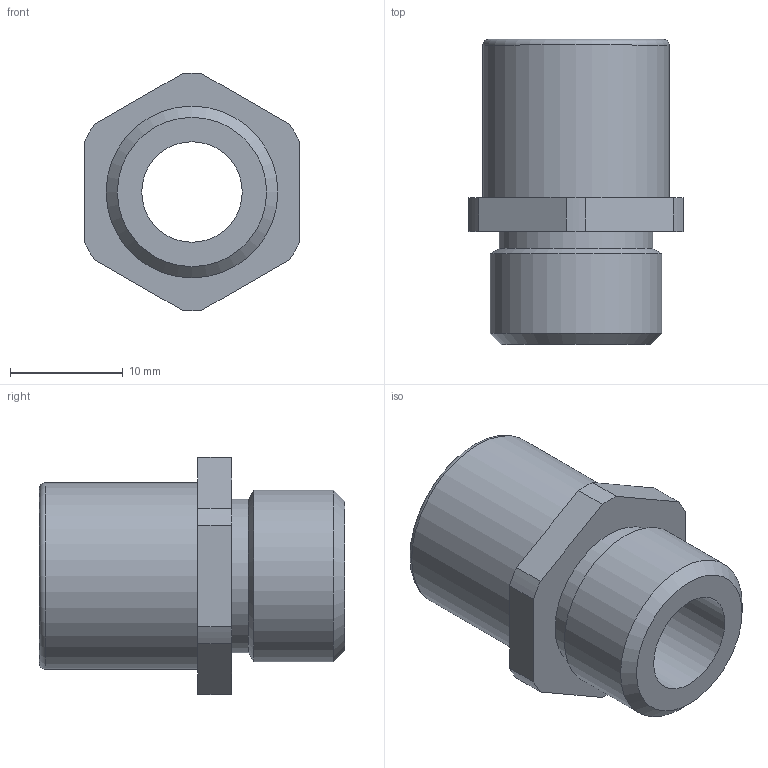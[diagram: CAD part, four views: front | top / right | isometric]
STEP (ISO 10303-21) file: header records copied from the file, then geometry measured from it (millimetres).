
FILE_DESCRIPTION( ( 'STEP AP203' ), '1' );
FILE_NAME( 'FLEXA LIF-P 5801.014.009.stp', '2020-03-24T08:21:01', ( 'License CC BY-ND 4.0' ), ( 'CADENAS' ), ' ', 'PARTsolutions', ' ' );
FILE_SCHEMA( ( 'CONFIG_CONTROL_DESIGN' ) );
Length unit declared in the file: millimetre
Products named in the file (1): _FLEXA LIF-P 5801.014.009
Bounding box: 19 x 27 x 20.99 mm (x, y, z)
Volume: 3131.3 mm3; surface area: 3714.3 mm2
Topology: 1 solids, 1 shells, 29 faces, 63 edges, 40 vertices
Faces by surface type: cylinder 13, plane 12, cone 3, torus 1
Full cylindrical faces by diameter (mm): 8.9 x1, 9.9 x1, 12.3 x1, 13.6 x1, 14 x1, 15.2 x1, 16.5 x1
Entity records: 790 total; most frequent: DIRECTION 140, CARTESIAN_POINT 122, ORIENTED_EDGE 104, AXIS2_PLACEMENT_3D 58, EDGE_CURVE 52, EDGE_LOOP 46, VERTEX_POINT 40, FACE_OUTER_BOUND 37
